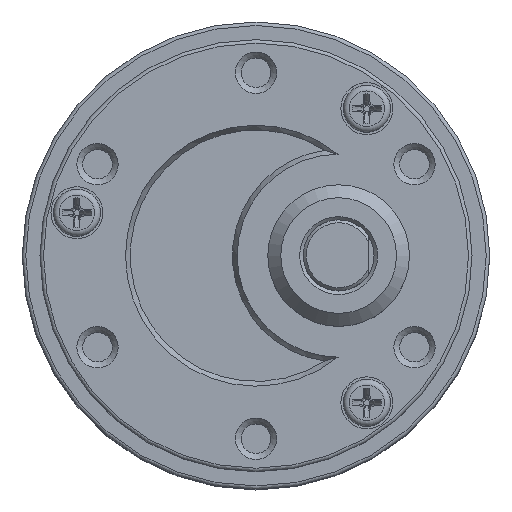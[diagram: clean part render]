
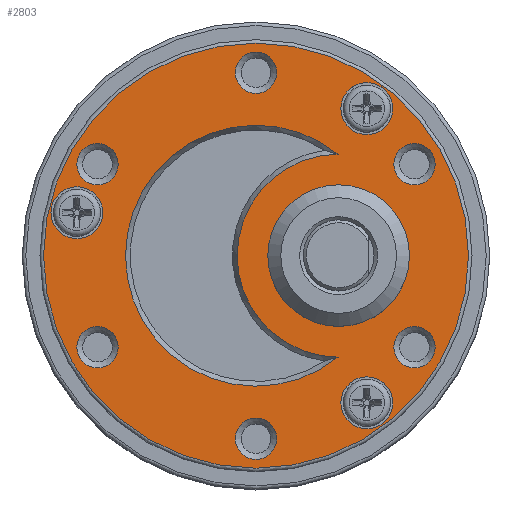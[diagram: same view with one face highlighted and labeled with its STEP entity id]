
A CAD part, top view. The second image highlights one B-rep face of the part: STEP entity #2803.
In plain terms, the highlighted planar face has unit normal (0, 0, 1).
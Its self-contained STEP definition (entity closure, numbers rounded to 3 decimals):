
#2803=ADVANCED_FACE('',(#3560,#3561,#3562,#3563,#3564,#3565,#3566,#3567,
#3568,#3569,#3570,#3571),#3272,.T.);
#3272=PLANE('',#11556);
#3560=FACE_BOUND('',#4467,.T.);
#3561=FACE_BOUND('',#4468,.T.);
#3562=FACE_BOUND('',#4469,.T.);
#3563=FACE_BOUND('',#4470,.T.);
#3564=FACE_BOUND('',#4471,.T.);
#3565=FACE_BOUND('',#4472,.T.);
#3566=FACE_BOUND('',#4473,.T.);
#3567=FACE_BOUND('',#4474,.T.);
#3568=FACE_BOUND('',#4475,.T.);
#3569=FACE_BOUND('',#4476,.T.);
#3570=FACE_BOUND('',#4477,.T.);
#3571=FACE_BOUND('',#4478,.T.);
#4467=EDGE_LOOP('',(#7167));
#4468=EDGE_LOOP('',(#7168));
#4469=EDGE_LOOP('',(#7169));
#4470=EDGE_LOOP('',(#7170));
#4471=EDGE_LOOP('',(#7171));
#4472=EDGE_LOOP('',(#7172));
#4473=EDGE_LOOP('',(#7173));
#4474=EDGE_LOOP('',(#7174));
#4475=EDGE_LOOP('',(#7175));
#4476=EDGE_LOOP('',(#7176));
#4477=EDGE_LOOP('',(#7177));
#4478=EDGE_LOOP('',(#7178,#7179));
#7167=ORIENTED_EDGE('',*,*,#9506,.T.);
#7168=ORIENTED_EDGE('',*,*,#9507,.T.);
#7169=ORIENTED_EDGE('',*,*,#9508,.T.);
#7170=ORIENTED_EDGE('',*,*,#9509,.F.);
#7171=ORIENTED_EDGE('',*,*,#9510,.T.);
#7172=ORIENTED_EDGE('',*,*,#9511,.T.);
#7173=ORIENTED_EDGE('',*,*,#9512,.T.);
#7174=ORIENTED_EDGE('',*,*,#9513,.T.);
#7175=ORIENTED_EDGE('',*,*,#9514,.T.);
#7176=ORIENTED_EDGE('',*,*,#9515,.T.);
#7177=ORIENTED_EDGE('',*,*,#9516,.T.);
#7178=ORIENTED_EDGE('',*,*,#9517,.T.);
#7179=ORIENTED_EDGE('',*,*,#9518,.T.);
#8154=VERTEX_POINT('',#18214);
#8155=VERTEX_POINT('',#18216);
#8156=VERTEX_POINT('',#18218);
#8157=VERTEX_POINT('',#18220);
#8158=VERTEX_POINT('',#18222);
#8159=VERTEX_POINT('',#18224);
#8160=VERTEX_POINT('',#18226);
#8161=VERTEX_POINT('',#18228);
#8162=VERTEX_POINT('',#18230);
#8163=VERTEX_POINT('',#18232);
#8164=VERTEX_POINT('',#18234);
#8165=VERTEX_POINT('',#18236);
#8166=VERTEX_POINT('',#18237);
#9506=EDGE_CURVE('',#8154,#8154,#10192,.T.);
#9507=EDGE_CURVE('',#8155,#8155,#10193,.T.);
#9508=EDGE_CURVE('',#8156,#8156,#10194,.T.);
#9509=EDGE_CURVE('',#8157,#8157,#10195,.T.);
#9510=EDGE_CURVE('',#8158,#8158,#10196,.T.);
#9511=EDGE_CURVE('',#8159,#8159,#10197,.T.);
#9512=EDGE_CURVE('',#8160,#8160,#10198,.T.);
#9513=EDGE_CURVE('',#8161,#8161,#10199,.T.);
#9514=EDGE_CURVE('',#8162,#8162,#10200,.T.);
#9515=EDGE_CURVE('',#8163,#8163,#10201,.T.);
#9516=EDGE_CURVE('',#8164,#8164,#10202,.T.);
#9517=EDGE_CURVE('',#8165,#8166,#10203,.T.);
#9518=EDGE_CURVE('',#8166,#8165,#10204,.T.);
#10192=CIRCLE('',#11543,1.75);
#10193=CIRCLE('',#11544,1.75);
#10194=CIRCLE('',#11545,1.75);
#10195=CIRCLE('',#11546,6.);
#10196=CIRCLE('',#11547,1.75);
#10197=CIRCLE('',#11548,1.75);
#10198=CIRCLE('',#11549,1.75);
#10199=CIRCLE('',#11550,18.);
#10200=CIRCLE('',#11551,2.2);
#10201=CIRCLE('',#11552,2.2);
#10202=CIRCLE('',#11553,2.2);
#10203=CIRCLE('',#11554,8.596);
#10204=CIRCLE('',#11555,11.054);
#11543=AXIS2_PLACEMENT_3D('',#18213,#14784,#14785);
#11544=AXIS2_PLACEMENT_3D('',#18215,#14786,#14787);
#11545=AXIS2_PLACEMENT_3D('',#18217,#14788,#14789);
#11546=AXIS2_PLACEMENT_3D('',#18219,#14790,#14791);
#11547=AXIS2_PLACEMENT_3D('',#18221,#14792,#14793);
#11548=AXIS2_PLACEMENT_3D('',#18223,#14794,#14795);
#11549=AXIS2_PLACEMENT_3D('',#18225,#14796,#14797);
#11550=AXIS2_PLACEMENT_3D('',#18227,#14798,#14799);
#11551=AXIS2_PLACEMENT_3D('',#18229,#14800,#14801);
#11552=AXIS2_PLACEMENT_3D('',#18231,#14802,#14803);
#11553=AXIS2_PLACEMENT_3D('',#18233,#14804,#14805);
#11554=AXIS2_PLACEMENT_3D('',#18235,#14806,#14807);
#11555=AXIS2_PLACEMENT_3D('',#18238,#14808,#14809);
#11556=AXIS2_PLACEMENT_3D('',#18239,#14810,#14811);
#14784=DIRECTION('',(0.,0.,-1.));
#14785=DIRECTION('',(1.,0.,0.));
#14786=DIRECTION('',(0.,0.,-1.));
#14787=DIRECTION('',(1.,0.,0.));
#14788=DIRECTION('',(0.,0.,-1.));
#14789=DIRECTION('',(1.,0.,0.));
#14790=DIRECTION('',(0.,0.,1.));
#14791=DIRECTION('',(1.,0.,0.));
#14792=DIRECTION('',(0.,0.,-1.));
#14793=DIRECTION('',(1.,0.,0.));
#14794=DIRECTION('',(0.,0.,-1.));
#14795=DIRECTION('',(1.,0.,0.));
#14796=DIRECTION('',(0.,0.,-1.));
#14797=DIRECTION('',(1.,0.,0.));
#14798=DIRECTION('',(0.,0.,1.));
#14799=DIRECTION('',(1.,0.,0.));
#14800=DIRECTION('',(0.,0.,-1.));
#14801=DIRECTION('',(-1.,0.,0.));
#14802=DIRECTION('',(0.,0.,-1.));
#14803=DIRECTION('',(-1.,0.,0.));
#14804=DIRECTION('',(0.,0.,-1.));
#14805=DIRECTION('',(-1.,0.,0.));
#14806=DIRECTION('',(0.,0.,1.));
#14807=DIRECTION('',(1.,0.,0.));
#14808=DIRECTION('',(0.,0.,-1.));
#14809=DIRECTION('',(1.,0.,0.));
#14810=DIRECTION('',(0.,0.,1.));
#14811=DIRECTION('',(1.,0.,0.));
#18213=CARTESIAN_POINT('',(-13.423,7.75,26.7));
#18214=CARTESIAN_POINT('',(-11.673,7.75,26.7));
#18215=CARTESIAN_POINT('',(13.423,7.75,26.7));
#18216=CARTESIAN_POINT('',(15.173,7.75,26.7));
#18217=CARTESIAN_POINT('',(0.,-15.5,26.7));
#18218=CARTESIAN_POINT('',(1.75,-15.5,26.7));
#18219=CARTESIAN_POINT('',(7.,0.,26.7));
#18220=CARTESIAN_POINT('',(13.,0.,26.7));
#18221=CARTESIAN_POINT('',(0.,15.5,26.7));
#18222=CARTESIAN_POINT('',(1.75,15.5,26.7));
#18223=CARTESIAN_POINT('',(-13.423,-7.75,26.7));
#18224=CARTESIAN_POINT('',(-11.673,-7.75,26.7));
#18225=CARTESIAN_POINT('',(13.423,-7.75,26.7));
#18226=CARTESIAN_POINT('',(15.173,-7.75,26.7));
#18227=CARTESIAN_POINT('',(0.,0.,
26.7));
#18228=CARTESIAN_POINT('',(18.,0.,26.7));
#18229=CARTESIAN_POINT('',(-15.169,3.642,26.7));
#18230=CARTESIAN_POINT('',(-17.369,3.642,26.7));
#18231=CARTESIAN_POINT('',(9.388,-12.459,26.7));
#18232=CARTESIAN_POINT('',(7.188,-12.459,26.7));
#18233=CARTESIAN_POINT('',(9.388,12.459,26.7));
#18234=CARTESIAN_POINT('',(7.188,12.459,26.7));
#18235=CARTESIAN_POINT('',(7.,0.,26.7));
#18236=CARTESIAN_POINT('',(6.95,8.596,26.7));
#18237=CARTESIAN_POINT('',(6.95,-8.596,26.7));
#18238=CARTESIAN_POINT('',(0.,0.,
26.7));
#18239=CARTESIAN_POINT('',(0.,0.,
26.7));
